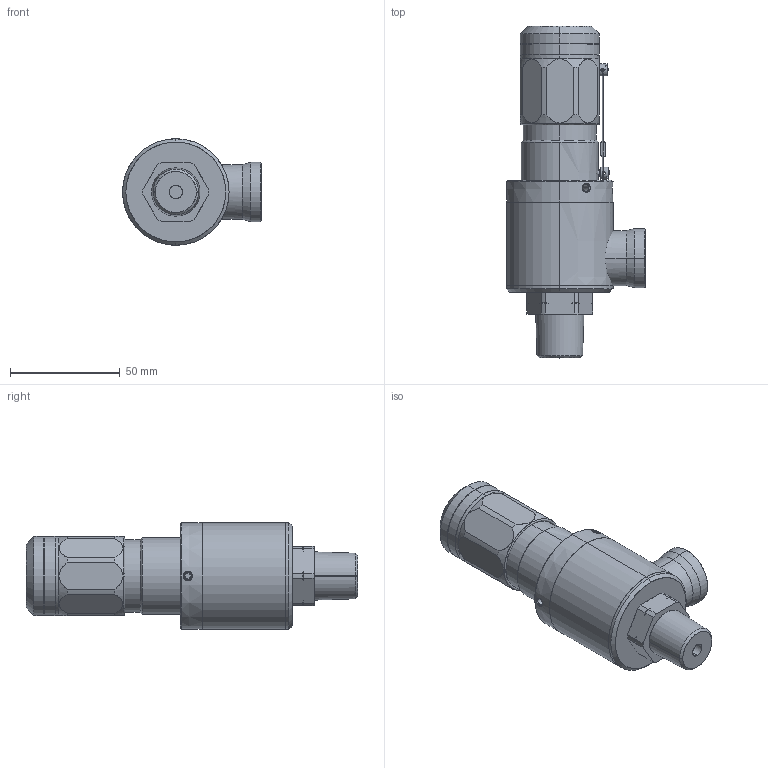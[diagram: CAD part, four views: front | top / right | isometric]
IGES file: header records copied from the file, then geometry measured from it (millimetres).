
Start section: SolidWorks IGES file using analytic representation for surfaces
Global section: file name: 492tGO_10_NPTMF_1515_PAI.IGS; native system: SolidWorks 2016; preprocessor: SolidWorks 2016; author: Hehr; date: 171107.162848; units: millimetre
Bounding box: 63.25 x 151.25 x 48.5 mm (x, y, z)
Surface area: 55750.7 mm2 (no closed solid volume)
Topology: 0 solids, 0 shells, 371 faces, 6402 edges, 6398 vertices
Faces by surface type: revolution 240, bspline 131
